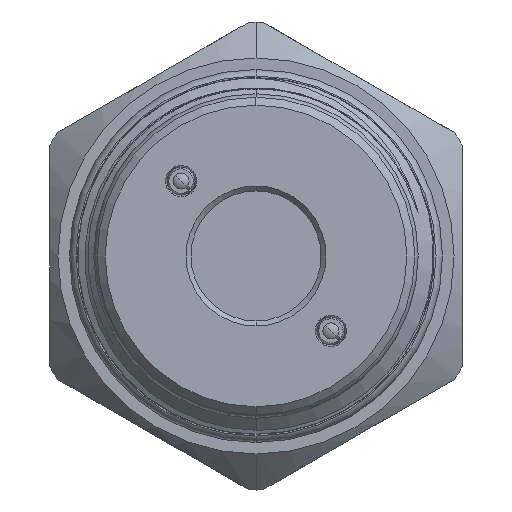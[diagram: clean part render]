
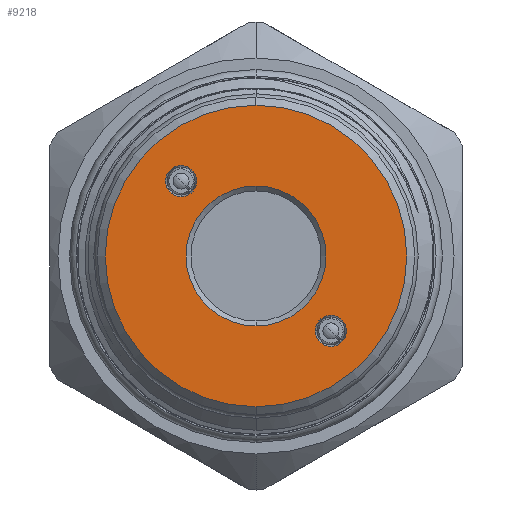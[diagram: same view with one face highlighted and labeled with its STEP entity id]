
A CAD part, left-side view. The second image highlights one B-rep face of the part: STEP entity #9218.
In plain terms, the highlighted planar face has unit normal (-1, 0, 0).
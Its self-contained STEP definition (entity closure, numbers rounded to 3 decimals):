
#134 = VERTEX_POINT ( 'NONE', #6470 ) ;
#365 = PLANE ( 'NONE',  #9343 ) ;
#410 = CARTESIAN_POINT ( 'NONE',  ( -7.9, 0., 0. ) ) ;
#639 = EDGE_CURVE ( 'NONE', #7067, #14688, #1877, .T. ) ;
#807 = CARTESIAN_POINT ( 'NONE',  ( -7.9, 0., 7. ) ) ;
#1480 = CARTESIAN_POINT ( 'NONE',  ( -7.9, 7.495, 9.056 ) ) ;
#1524 = AXIS2_PLACEMENT_3D ( 'NONE', #7454, #16992, #17169 ) ;
#1686 = EDGE_CURVE ( 'NONE', #14688, #7067, #9598, .T. ) ;
#1865 = CARTESIAN_POINT ( 'NONE',  ( -7.9, -7.495, -7.495 ) ) ;
#1877 = CIRCLE ( 'NONE', #17448, 7. ) ;
#2130 = ORIENTED_EDGE ( 'NONE', *, *, #639, .T. ) ;
#2774 = AXIS2_PLACEMENT_3D ( 'NONE', #1865, #12831, #8788 ) ;
#3275 = DIRECTION ( 'NONE',  ( -1., 0., 0. ) ) ;
#3670 = DIRECTION ( 'NONE',  ( 0., 0., -1. ) ) ;
#3886 = EDGE_LOOP ( 'NONE', ( #14637, #5710 ) ) ;
#3916 = DIRECTION ( 'NONE',  ( 0., 0., 1. ) ) ;
#4160 = ORIENTED_EDGE ( 'NONE', *, *, #15459, .T. ) ;
#4337 = CIRCLE ( 'NONE', #1524, 1.561 ) ;
#5360 = AXIS2_PLACEMENT_3D ( 'NONE', #11999, #7772, #6485 ) ;
#5371 = EDGE_CURVE ( 'NONE', #134, #5696, #4337, .T. ) ;
#5548 = FACE_BOUND ( 'NONE', #3886, .T. ) ;
#5572 = EDGE_LOOP ( 'NONE', ( #2130, #11328 ) ) ;
#5603 = VERTEX_POINT ( 'NONE', #8278 ) ;
#5696 = VERTEX_POINT ( 'NONE', #1480 ) ;
#5710 = ORIENTED_EDGE ( 'NONE', *, *, #5371, .F. ) ;
#6108 = EDGE_LOOP ( 'NONE', ( #6173, #4160 ) ) ;
#6173 = ORIENTED_EDGE ( 'NONE', *, *, #16773, .T. ) ;
#6351 = DIRECTION ( 'NONE',  ( 1., 0., 0. ) ) ;
#6470 = CARTESIAN_POINT ( 'NONE',  ( -7.9, 7.495, 5.935 ) ) ;
#6485 = DIRECTION ( 'NONE',  ( 0., 0., -1. ) ) ;
#6487 = DIRECTION ( 'NONE',  ( -1., 0., 0. ) ) ;
#6537 = EDGE_CURVE ( 'NONE', #5696, #134, #13116, .T. ) ;
#7067 = VERTEX_POINT ( 'NONE', #807 ) ;
#7368 = CIRCLE ( 'NONE', #10772, 15.075 ) ;
#7454 = CARTESIAN_POINT ( 'NONE',  ( -7.9, 7.495, 7.495 ) ) ;
#7763 = EDGE_CURVE ( 'NONE', #13874, #13621, #15485, .T. ) ;
#7772 = DIRECTION ( 'NONE',  ( -1., 0., 0. ) ) ;
#7831 = CARTESIAN_POINT ( 'NONE',  ( -7.9, 7.495, 7.495 ) ) ;
#8148 = CARTESIAN_POINT ( 'NONE',  ( -7.9, 0., 0. ) ) ;
#8278 = CARTESIAN_POINT ( 'NONE',  ( -7.9, 0., -15.075 ) ) ;
#8788 = DIRECTION ( 'NONE',  ( 0., 0., -1. ) ) ;
#9058 = CIRCLE ( 'NONE', #12138, 15.075 ) ;
#9104 = DIRECTION ( 'NONE',  ( 0., 0., -1. ) ) ;
#9197 = CARTESIAN_POINT ( 'NONE',  ( -7.9, 0., 0. ) ) ;
#9218 = ADVANCED_FACE ( 'NONE', ( #16075, #5548, #12399, #13267 ), #365, .F. ) ;
#9343 = AXIS2_PLACEMENT_3D ( 'NONE', #16692, #15428, #14084 ) ;
#9598 = CIRCLE ( 'NONE', #13667, 7. ) ;
#9784 = VERTEX_POINT ( 'NONE', #11309 ) ;
#10772 = AXIS2_PLACEMENT_3D ( 'NONE', #410, #3275, #16899 ) ;
#10846 = CARTESIAN_POINT ( 'NONE',  ( -7.9, -7.495, -9.056 ) ) ;
#11309 = CARTESIAN_POINT ( 'NONE',  ( -7.9, 0., 15.075 ) ) ;
#11328 = ORIENTED_EDGE ( 'NONE', *, *, #1686, .T. ) ;
#11438 = CARTESIAN_POINT ( 'NONE',  ( -7.9, -7.495, -5.935 ) ) ;
#11999 = CARTESIAN_POINT ( 'NONE',  ( -7.9, -7.495, -7.495 ) ) ;
#12109 = ORIENTED_EDGE ( 'NONE', *, *, #14150, .F. ) ;
#12138 = AXIS2_PLACEMENT_3D ( 'NONE', #16122, #14677, #9104 ) ;
#12204 = EDGE_LOOP ( 'NONE', ( #12109, #17086 ) ) ;
#12399 = FACE_OUTER_BOUND ( 'NONE', #6108, .T. ) ;
#12615 = AXIS2_PLACEMENT_3D ( 'NONE', #7831, #6487, #3916 ) ;
#12824 = CARTESIAN_POINT ( 'NONE',  ( -7.9, 0., -7. ) ) ;
#12831 = DIRECTION ( 'NONE',  ( -1., 0., 0. ) ) ;
#13116 = CIRCLE ( 'NONE', #12615, 1.561 ) ;
#13267 = FACE_BOUND ( 'NONE', #12204, .T. ) ;
#13621 = VERTEX_POINT ( 'NONE', #10846 ) ;
#13667 = AXIS2_PLACEMENT_3D ( 'NONE', #9197, #6351, #3670 ) ;
#13874 = VERTEX_POINT ( 'NONE', #11438 ) ;
#14084 = DIRECTION ( 'NONE',  ( 0., 0., -1. ) ) ;
#14150 = EDGE_CURVE ( 'NONE', #13621, #13874, #17256, .T. ) ;
#14637 = ORIENTED_EDGE ( 'NONE', *, *, #6537, .F. ) ;
#14677 = DIRECTION ( 'NONE',  ( -1., 0., 0. ) ) ;
#14688 = VERTEX_POINT ( 'NONE', #12824 ) ;
#15126 = DIRECTION ( 'NONE',  ( 1., 0., 0. ) ) ;
#15428 = DIRECTION ( 'NONE',  ( 1., 0., 0. ) ) ;
#15459 = EDGE_CURVE ( 'NONE', #9784, #5603, #7368, .T. ) ;
#15485 = CIRCLE ( 'NONE', #2774, 1.561 ) ;
#16075 = FACE_BOUND ( 'NONE', #5572, .T. ) ;
#16122 = CARTESIAN_POINT ( 'NONE',  ( -7.9, 0., 0. ) ) ;
#16692 = CARTESIAN_POINT ( 'NONE',  ( -7.9, 0., 0. ) ) ;
#16773 = EDGE_CURVE ( 'NONE', #5603, #9784, #9058, .T. ) ;
#16899 = DIRECTION ( 'NONE',  ( 0., 0., -1. ) ) ;
#16992 = DIRECTION ( 'NONE',  ( -1., 0., 0. ) ) ;
#17086 = ORIENTED_EDGE ( 'NONE', *, *, #7763, .F. ) ;
#17169 = DIRECTION ( 'NONE',  ( 0., 0., 1. ) ) ;
#17256 = CIRCLE ( 'NONE', #5360, 1.561 ) ;
#17448 = AXIS2_PLACEMENT_3D ( 'NONE', #8148, #15126, #17737 ) ;
#17737 = DIRECTION ( 'NONE',  ( 0., 0., -1. ) ) ;
